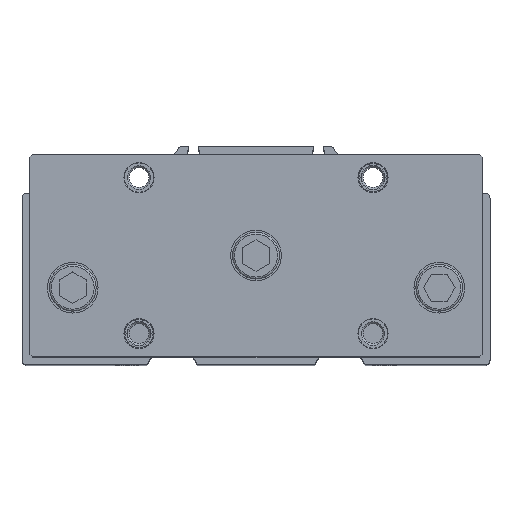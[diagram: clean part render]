
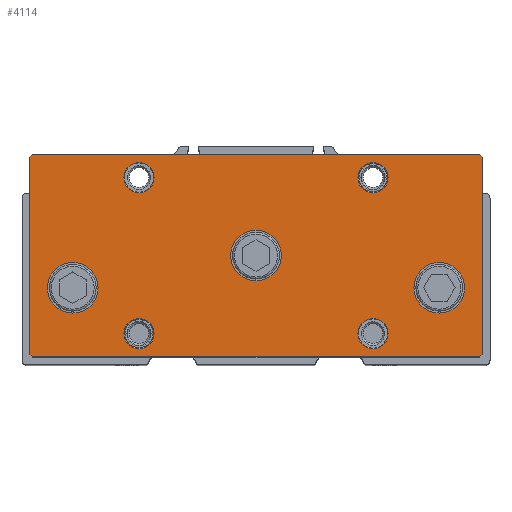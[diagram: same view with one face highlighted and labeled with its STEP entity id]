
A CAD part, top view. The second image highlights one B-rep face of the part: STEP entity #4114.
In plain terms, the highlighted face is planar.
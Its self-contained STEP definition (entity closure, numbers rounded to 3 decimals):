
#298=LINE('',#7080,#546);
#302=LINE('',#7089,#550);
#305=LINE('',#7095,#553);
#308=LINE('',#7101,#556);
#311=LINE('',#7107,#559);
#314=LINE('',#7113,#562);
#317=LINE('',#7119,#565);
#320=LINE('',#7125,#568);
#546=VECTOR('',#5819,1000.);
#550=VECTOR('',#5825,1000.);
#553=VECTOR('',#5830,1000.);
#556=VECTOR('',#5835,1000.);
#559=VECTOR('',#5840,1000.);
#562=VECTOR('',#5845,1000.);
#565=VECTOR('',#5850,1000.);
#568=VECTOR('',#5855,1000.);
#733=PLANE('',#4824);
#961=CIRCLE('',#4825,13.);
#962=CIRCLE('',#4826,13.);
#963=CIRCLE('',#4827,13.);
#964=CIRCLE('',#4828,7.7);
#965=CIRCLE('',#4829,7.7);
#966=CIRCLE('',#4830,7.7);
#967=CIRCLE('',#4831,7.7);
#1684=ORIENTED_EDGE('',*,*,#2369,.F.);
#1685=ORIENTED_EDGE('',*,*,#2370,.F.);
#1686=ORIENTED_EDGE('',*,*,#2371,.F.);
#1687=ORIENTED_EDGE('',*,*,#2372,.F.);
#1688=ORIENTED_EDGE('',*,*,#2373,.F.);
#1689=ORIENTED_EDGE('',*,*,#2374,.F.);
#1690=ORIENTED_EDGE('',*,*,#2375,.F.);
#1691=ORIENTED_EDGE('',*,*,#2338,.T.);
#1692=ORIENTED_EDGE('',*,*,#2342,.T.);
#1693=ORIENTED_EDGE('',*,*,#2345,.T.);
#1694=ORIENTED_EDGE('',*,*,#2348,.T.);
#1695=ORIENTED_EDGE('',*,*,#2351,.T.);
#1696=ORIENTED_EDGE('',*,*,#2354,.T.);
#1697=ORIENTED_EDGE('',*,*,#2357,.T.);
#1698=ORIENTED_EDGE('',*,*,#2360,.T.);
#2338=EDGE_CURVE('',#2778,#2779,#298,.T.);
#2342=EDGE_CURVE('',#2779,#2782,#302,.T.);
#2345=EDGE_CURVE('',#2782,#2784,#305,.T.);
#2348=EDGE_CURVE('',#2784,#2786,#308,.T.);
#2351=EDGE_CURVE('',#2786,#2788,#311,.T.);
#2354=EDGE_CURVE('',#2788,#2790,#314,.T.);
#2357=EDGE_CURVE('',#2790,#2792,#317,.T.);
#2360=EDGE_CURVE('',#2792,#2778,#320,.T.);
#2369=EDGE_CURVE('',#2799,#2799,#961,.T.);
#2370=EDGE_CURVE('',#2800,#2800,#962,.T.);
#2371=EDGE_CURVE('',#2801,#2801,#963,.T.);
#2372=EDGE_CURVE('',#2802,#2802,#964,.T.);
#2373=EDGE_CURVE('',#2803,#2803,#965,.T.);
#2374=EDGE_CURVE('',#2804,#2804,#966,.T.);
#2375=EDGE_CURVE('',#2805,#2805,#967,.T.);
#2778=VERTEX_POINT('',#7081);
#2779=VERTEX_POINT('',#7082);
#2782=VERTEX_POINT('',#7090);
#2784=VERTEX_POINT('',#7096);
#2786=VERTEX_POINT('',#7102);
#2788=VERTEX_POINT('',#7108);
#2790=VERTEX_POINT('',#7114);
#2792=VERTEX_POINT('',#7120);
#2799=VERTEX_POINT('',#7142);
#2800=VERTEX_POINT('',#7144);
#2801=VERTEX_POINT('',#7146);
#2802=VERTEX_POINT('',#7148);
#2803=VERTEX_POINT('',#7150);
#2804=VERTEX_POINT('',#7152);
#2805=VERTEX_POINT('',#7154);
#3230=EDGE_LOOP('',(#1684));
#3231=EDGE_LOOP('',(#1685));
#3232=EDGE_LOOP('',(#1686));
#3233=EDGE_LOOP('',(#1687));
#3234=EDGE_LOOP('',(#1688));
#3235=EDGE_LOOP('',(#1689));
#3236=EDGE_LOOP('',(#1690));
#3237=EDGE_LOOP('',(#1691,#1692,#1693,#1694,#1695,#1696,#1697,#1698));
#3708=FACE_BOUND('',#3230,.T.);
#3709=FACE_BOUND('',#3231,.T.);
#3710=FACE_BOUND('',#3232,.T.);
#3711=FACE_BOUND('',#3233,.T.);
#3712=FACE_BOUND('',#3234,.T.);
#3713=FACE_BOUND('',#3235,.T.);
#3714=FACE_BOUND('',#3236,.T.);
#3715=FACE_BOUND('',#3237,.T.);
#4114=ADVANCED_FACE('',(#3708,#3709,#3710,#3711,#3712,#3713,#3714,#3715),
#733,.T.);
#4824=AXIS2_PLACEMENT_3D('',#7140,#5871,#5872);
#4825=AXIS2_PLACEMENT_3D('',#7141,#5873,#5874);
#4826=AXIS2_PLACEMENT_3D('',#7143,#5875,#5876);
#4827=AXIS2_PLACEMENT_3D('',#7145,#5877,#5878);
#4828=AXIS2_PLACEMENT_3D('',#7147,#5879,#5880);
#4829=AXIS2_PLACEMENT_3D('',#7149,#5881,#5882);
#4830=AXIS2_PLACEMENT_3D('',#7151,#5883,#5884);
#4831=AXIS2_PLACEMENT_3D('',#7153,#5885,#5886);
#5819=DIRECTION('',(0.,-1.,0.));
#5825=DIRECTION('',(0.,-0.707,-0.707));
#5830=DIRECTION('',(0.,0.,-1.));
#5835=DIRECTION('',(0.,0.707,-0.707));
#5840=DIRECTION('',(0.,1.,0.));
#5845=DIRECTION('',(0.,0.707,0.707));
#5850=DIRECTION('',(0.,0.,1.));
#5855=DIRECTION('',(0.,-0.707,0.707));
#5871=DIRECTION('',(1.,0.,0.));
#5872=DIRECTION('',(0.,0.,-1.));
#5873=DIRECTION('',(1.,0.,0.));
#5874=DIRECTION('',(0.,0.,-1.));
#5875=DIRECTION('',(1.,0.,0.));
#5876=DIRECTION('',(0.,0.,-1.));
#5877=DIRECTION('',(1.,0.,0.));
#5878=DIRECTION('',(0.,0.,-1.));
#5879=DIRECTION('',(1.,0.,0.));
#5880=DIRECTION('',(0.,0.,-1.));
#5881=DIRECTION('',(1.,0.,0.));
#5882=DIRECTION('',(0.,0.,-1.));
#5883=DIRECTION('',(1.,0.,0.));
#5884=DIRECTION('',(0.,0.,-1.));
#5885=DIRECTION('',(1.,0.,0.));
#5886=DIRECTION('',(0.,0.,-1.));
#7080=CARTESIAN_POINT('',(23.,50.5,116.));
#7081=CARTESIAN_POINT('',(23.,50.5,116.));
#7082=CARTESIAN_POINT('',(23.,-50.5,116.));
#7089=CARTESIAN_POINT('',(23.,-50.5,116.));
#7090=CARTESIAN_POINT('',(23.,-52.,114.5));
#7095=CARTESIAN_POINT('',(23.,-52.,114.5));
#7096=CARTESIAN_POINT('',(23.,-52.,-114.5));
#7101=CARTESIAN_POINT('',(23.,-52.,-114.5));
#7102=CARTESIAN_POINT('',(23.,-50.5,-116.));
#7107=CARTESIAN_POINT('',(23.,-50.5,-116.));
#7108=CARTESIAN_POINT('',(23.,50.5,-116.));
#7113=CARTESIAN_POINT('',(23.,50.5,-116.));
#7114=CARTESIAN_POINT('',(23.,52.,-114.5));
#7119=CARTESIAN_POINT('',(23.,52.,-114.5));
#7120=CARTESIAN_POINT('',(23.,52.,114.5));
#7125=CARTESIAN_POINT('',(23.,52.,114.5));
#7140=CARTESIAN_POINT('',(23.,0.,0.));
#7141=CARTESIAN_POINT('',(23.,-16.5,94.));
#7142=CARTESIAN_POINT('',(23.,-16.5,81.));
#7143=CARTESIAN_POINT('',(23.,-16.5,-94.));
#7144=CARTESIAN_POINT('',(23.,-16.5,-107.));
#7145=CARTESIAN_POINT('',(23.,0.,0.));
#7146=CARTESIAN_POINT('',(23.,0.,-13.));
#7147=CARTESIAN_POINT('',(23.,40.,60.));
#7148=CARTESIAN_POINT('',(23.,40.,52.3));
#7149=CARTESIAN_POINT('',(23.,40.,-60.));
#7150=CARTESIAN_POINT('',(23.,40.,-67.7));
#7151=CARTESIAN_POINT('',(23.,-40.,60.));
#7152=CARTESIAN_POINT('',(23.,-40.,52.3));
#7153=CARTESIAN_POINT('',(23.,-40.,-60.));
#7154=CARTESIAN_POINT('',(23.,-40.,-67.7));
